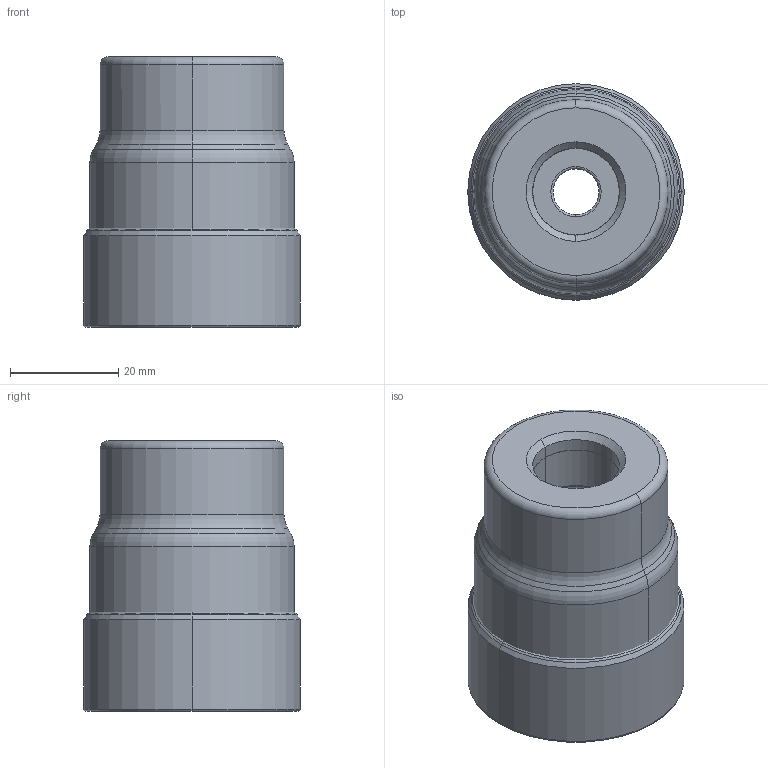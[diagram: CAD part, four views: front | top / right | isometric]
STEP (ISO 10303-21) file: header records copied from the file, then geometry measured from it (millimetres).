
FILE_DESCRIPTION(/* description */ (''),/* implementation_level */ '2;1');
FILE_NAME(/* name */ 'AXD4000-040A03RA_MR0_4.stp',/* time_stamp */ '2017-12-19T13:06:57+09:00',/* author */ (''),/* organization */ (''),/* preprocessor_version */ 'ST-DEVELOPER v16',/* originating_system */ 'SIEMENS PLM Software NX 10.0',/* authorisation */ '');
FILE_SCHEMA (('AUTOMOTIVE_DESIGN { 1 0 10303 214 3 1 1 1 }'));
Length unit declared in the file: millimetre
Products named in the file (1): AXD4000-040A03RA_MR0_4_ASM
Bounding box: 40 x 40 x 50 mm (x, y, z)
Volume: 59460.3 mm3; surface area: 14373.6 mm2
Topology: 2 solids, 2 shells, 81 faces, 188 edges, 114 vertices
Faces by surface type: torus 30, cone 28, cylinder 16, plane 7
Entity records: 2490 total; most frequent: DIRECTION 512, CARTESIAN_POINT 412, ORIENTED_EDGE 376, AXIS2_PLACEMENT_3D 234, EDGE_CURVE 188, CIRCLE 142, VERTEX_POINT 114, EDGE_LOOP 88
